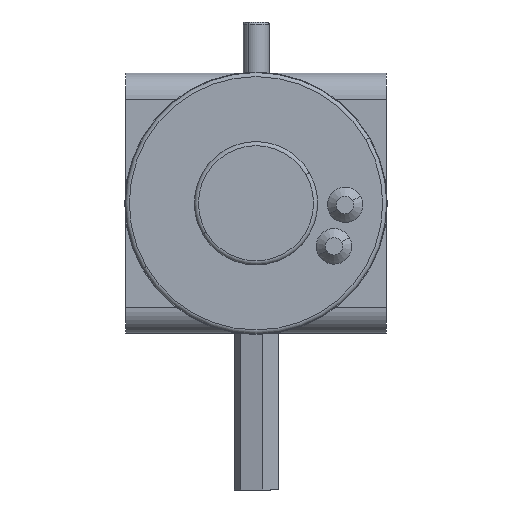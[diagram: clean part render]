
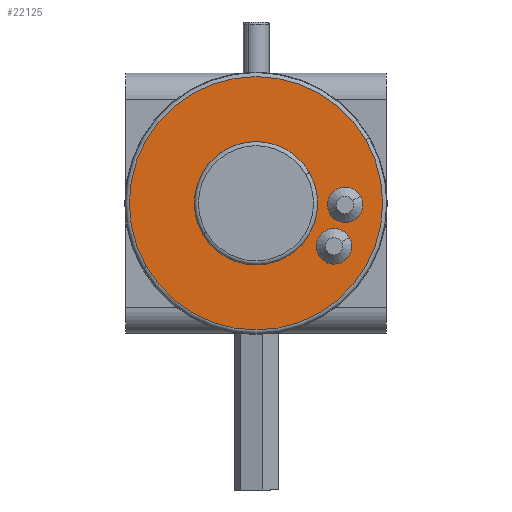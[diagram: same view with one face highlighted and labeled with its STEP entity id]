
A CAD part, left-side view. The second image highlights one B-rep face of the part: STEP entity #22125.
In plain terms, the highlighted face is planar.
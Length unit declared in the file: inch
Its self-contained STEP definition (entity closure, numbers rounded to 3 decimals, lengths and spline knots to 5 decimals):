
#422 = EDGE_CURVE ( 'NONE', #22030, #23902, #6273, .T. ) ;
#758 = PLANE ( 'NONE',  #8387 ) ;
#911 = DIRECTION ( 'NONE',  ( 0., 0., -1. ) ) ;
#1142 = CIRCLE ( 'NONE', #14999, 0.592 ) ;
#2267 = VERTEX_POINT ( 'NONE', #12155 ) ;
#2302 = EDGE_LOOP ( 'NONE', ( #11315, #35771 ) ) ;
#2729 = EDGE_CURVE ( 'NONE', #23902, #22030, #29575, .T. ) ;
#3166 = CIRCLE ( 'NONE', #43239, 1.21563 ) ;
#4225 = AXIS2_PLACEMENT_3D ( 'NONE', #23019, #5708, #12592 ) ;
#4625 = CIRCLE ( 'NONE', #32860, 1.21563 ) ;
#4751 = AXIS2_PLACEMENT_3D ( 'NONE', #19464, #36700, #12417 ) ;
#4845 = CARTESIAN_POINT ( 'NONE',  ( 2.30256, 4.74423, -3.762 ) ) ;
#5708 = DIRECTION ( 'NONE',  ( 0., 0., -1. ) ) ;
#6273 = CIRCLE ( 'NONE', #4225, 0.17 ) ;
#6958 = ORIENTED_EDGE ( 'NONE', *, *, #422, .F. ) ;
#7095 = CIRCLE ( 'NONE', #16191, 0.592 ) ;
#7653 = ORIENTED_EDGE ( 'NONE', *, *, #31284, .T. ) ;
#8387 = AXIS2_PLACEMENT_3D ( 'NONE', #18397, #911, #24632 ) ;
#9609 = DIRECTION ( 'NONE',  ( 0., 0., -1. ) ) ;
#9838 = CARTESIAN_POINT ( 'NONE',  ( 1.84123, 5.03556, -3.762 ) ) ;
#11098 = EDGE_CURVE ( 'NONE', #31480, #20118, #7095, .T. ) ;
#11315 = ORIENTED_EDGE ( 'NONE', *, *, #13586, .F. ) ;
#12124 = VERTEX_POINT ( 'NONE', #38350 ) ;
#12155 = CARTESIAN_POINT ( 'NONE',  ( 0.18437, 4.303, -3.762 ) ) ;
#12417 = DIRECTION ( 'NONE',  ( -1., 0., 0. ) ) ;
#12592 = DIRECTION ( 'NONE',  ( -1., 0., 0. ) ) ;
#12756 = CARTESIAN_POINT ( 'NONE',  ( 1.67123, 5.03556, -3.762 ) ) ;
#13101 = CARTESIAN_POINT ( 'NONE',  ( 1.4, 4.303, -3.762 ) ) ;
#13246 = DIRECTION ( 'NONE',  ( -1., 0., 0. ) ) ;
#13338 = CARTESIAN_POINT ( 'NONE',  ( 1.4, 4.303, -3.762 ) ) ;
#13398 = FACE_BOUND ( 'NONE', #15380, .T. ) ;
#13586 = EDGE_CURVE ( 'NONE', #29760, #41270, #29046, .T. ) ;
#14438 = ORIENTED_EDGE ( 'NONE', *, *, #2729, .F. ) ;
#14999 = AXIS2_PLACEMENT_3D ( 'NONE', #35821, #15314, #42828 ) ;
#15314 = DIRECTION ( 'NONE',  ( 0., 0., -1. ) ) ;
#15380 = EDGE_LOOP ( 'NONE', ( #14438, #6958 ) ) ;
#16191 = AXIS2_PLACEMENT_3D ( 'NONE', #13338, #9609, #26303 ) ;
#17437 = EDGE_LOOP ( 'NONE', ( #40520, #7653 ) ) ;
#17687 = FACE_BOUND ( 'NONE', #2302, .T. ) ;
#17879 = ORIENTED_EDGE ( 'NONE', *, *, #11098, .F. ) ;
#18397 = CARTESIAN_POINT ( 'NONE',  ( 1.4, 4.303, -3.762 ) ) ;
#18635 = EDGE_CURVE ( 'NONE', #41270, #29760, #36737, .T. ) ;
#19464 = CARTESIAN_POINT ( 'NONE',  ( 2.13256, 4.74423, -3.762 ) ) ;
#19723 = DIRECTION ( 'NONE',  ( 0., 0., -1. ) ) ;
#20118 = VERTEX_POINT ( 'NONE', #32796 ) ;
#22030 = VERTEX_POINT ( 'NONE', #27158 ) ;
#22125 = ADVANCED_FACE ( 'NONE', ( #40535, #17687, #13398, #37874 ), #758, .T. ) ;
#23019 = CARTESIAN_POINT ( 'NONE',  ( 2.13256, 4.74423, -3.762 ) ) ;
#23342 = CARTESIAN_POINT ( 'NONE',  ( 2.01123, 5.03556, -3.762 ) ) ;
#23372 = EDGE_CURVE ( 'NONE', #2267, #12124, #3166, .T. ) ;
#23902 = VERTEX_POINT ( 'NONE', #4845 ) ;
#24632 = DIRECTION ( 'NONE',  ( -1., 0., 0. ) ) ;
#26303 = DIRECTION ( 'NONE',  ( -1., 0., 0. ) ) ;
#26358 = DIRECTION ( 'NONE',  ( 0., 0., -1. ) ) ;
#26473 = AXIS2_PLACEMENT_3D ( 'NONE', #9838, #19723, #44131 ) ;
#27158 = CARTESIAN_POINT ( 'NONE',  ( 1.96256, 4.74423, -3.762 ) ) ;
#28449 = CARTESIAN_POINT ( 'NONE',  ( 1.84123, 5.03556, -3.762 ) ) ;
#29046 = CIRCLE ( 'NONE', #26473, 0.17 ) ;
#29575 = CIRCLE ( 'NONE', #4751, 0.17 ) ;
#29760 = VERTEX_POINT ( 'NONE', #23342 ) ;
#29998 = EDGE_LOOP ( 'NONE', ( #17879, #30452 ) ) ;
#30452 = ORIENTED_EDGE ( 'NONE', *, *, #36342, .F. ) ;
#31284 = EDGE_CURVE ( 'NONE', #12124, #2267, #4625, .T. ) ;
#31480 = VERTEX_POINT ( 'NONE', #41945 ) ;
#32334 = DIRECTION ( 'NONE',  ( -1., 0., 0. ) ) ;
#32796 = CARTESIAN_POINT ( 'NONE',  ( 0.808, 4.303, -3.762 ) ) ;
#32860 = AXIS2_PLACEMENT_3D ( 'NONE', #13101, #26358, #13246 ) ;
#35771 = ORIENTED_EDGE ( 'NONE', *, *, #18635, .F. ) ;
#35821 = CARTESIAN_POINT ( 'NONE',  ( 1.4, 4.303, -3.762 ) ) ;
#36342 = EDGE_CURVE ( 'NONE', #20118, #31480, #1142, .T. ) ;
#36700 = DIRECTION ( 'NONE',  ( 0., 0., -1. ) ) ;
#36737 = CIRCLE ( 'NONE', #43698, 0.17 ) ;
#37602 = CARTESIAN_POINT ( 'NONE',  ( 1.4, 4.303, -3.762 ) ) ;
#37874 = FACE_BOUND ( 'NONE', #29998, .T. ) ;
#38350 = CARTESIAN_POINT ( 'NONE',  ( 2.61563, 4.303, -3.762 ) ) ;
#40287 = DIRECTION ( 'NONE',  ( 0., 0., -1. ) ) ;
#40520 = ORIENTED_EDGE ( 'NONE', *, *, #23372, .T. ) ;
#40535 = FACE_OUTER_BOUND ( 'NONE', #17437, .T. ) ;
#41270 = VERTEX_POINT ( 'NONE', #12756 ) ;
#41837 = DIRECTION ( 'NONE',  ( 0., 0., -1. ) ) ;
#41945 = CARTESIAN_POINT ( 'NONE',  ( 1.992, 4.303, -3.762 ) ) ;
#42828 = DIRECTION ( 'NONE',  ( -1., 0., 0. ) ) ;
#43239 = AXIS2_PLACEMENT_3D ( 'NONE', #37602, #40287, #43757 ) ;
#43698 = AXIS2_PLACEMENT_3D ( 'NONE', #28449, #41837, #32334 ) ;
#43757 = DIRECTION ( 'NONE',  ( -1., 0., 0. ) ) ;
#44131 = DIRECTION ( 'NONE',  ( -1., 0., 0. ) ) ;
